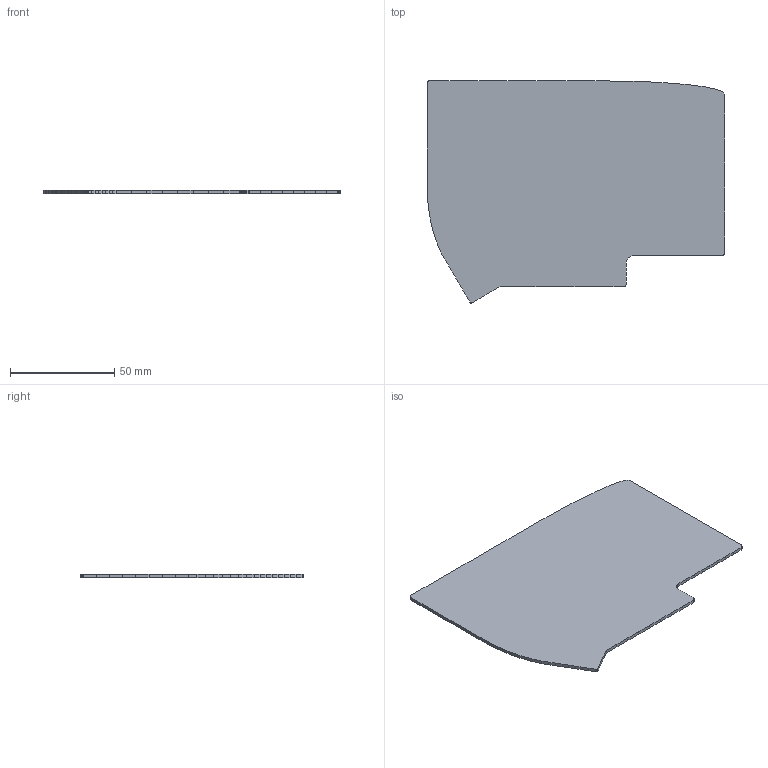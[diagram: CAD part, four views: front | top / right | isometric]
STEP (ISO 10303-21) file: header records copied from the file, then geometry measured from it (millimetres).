
FILE_DESCRIPTION(('KiCad electronic assembly'),'2;1');
FILE_NAME('Lily58.step','2025-08-22T16:11:59',('Pcbnew'),('Kicad'), 'Open CASCADE STEP processor 7.9','KiCad to STEP converter','Unknown' );
FILE_SCHEMA(('AUTOMOTIVE_DESIGN { 1 0 10303 214 1 1 1 1 }'));
Length unit declared in the file: millimetre
Products named in the file (2): Lily58 1; Lily58_PCB
Assembly tree (1 placements, depth 2):
  Lily58 1
    Lily58_PCB
Bounding box: 142.52 x 106.33 x 1.51 mm (x, y, z)
Volume: 19746.7 mm3; surface area: 26860.1 mm2
Topology: 1 solids, 1 shells, 123 faces, 363 edges, 242 vertices
Faces by surface type: plane 123
Entity records: 4054 total; most frequent: CARTESIAN_POINT 730, ORIENTED_EDGE 726, DIRECTION 613, EDGE_CURVE 363, LINE 363, VECTOR 363, VERTEX_POINT 242, AXIS2_PLACEMENT_3D 125
